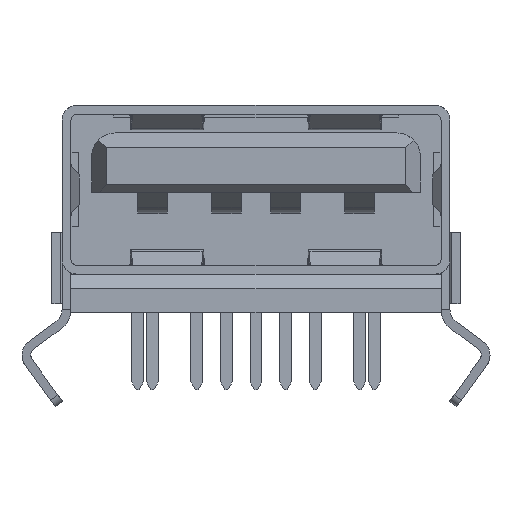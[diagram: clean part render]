
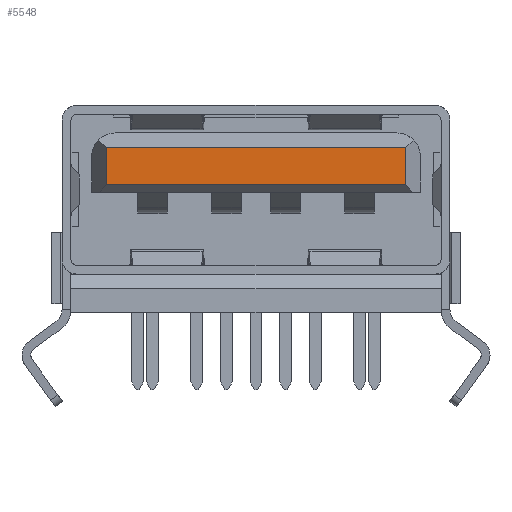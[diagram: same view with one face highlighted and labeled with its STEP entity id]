
A CAD part, front view. The second image highlights one B-rep face of the part: STEP entity #5548.
In plain terms, the highlighted planar face has unit normal (0, -1, 0).
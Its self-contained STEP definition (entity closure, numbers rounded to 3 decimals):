
#408 = DIRECTION ( 'NONE',  ( -1., 0., 0. ) ) ;
#1649 = CARTESIAN_POINT ( 'NONE',  ( 0., -8.05, 1.418 ) ) ;
#3090 = AXIS2_PLACEMENT_3D ( 'NONE', #7025, #18864, #8799 ) ;
#3265 = VECTOR ( 'NONE', #9000, 1000. ) ;
#3793 = CARTESIAN_POINT ( 'NONE',  ( -5.05, -8.05, 1.418 ) ) ;
#3956 = CARTESIAN_POINT ( 'NONE',  ( 5.05, -8.05, 1.418 ) ) ;
#4103 = LINE ( 'NONE', #5030, #4498 ) ;
#4498 = VECTOR ( 'NONE', #15339, 1000. ) ;
#5030 = CARTESIAN_POINT ( 'NONE',  ( 5.05, -8.05, 0. ) ) ;
#5548 = ADVANCED_FACE ( 'NONE', ( #9584 ), #22159, .T. ) ;
#6534 = VERTEX_POINT ( 'NONE', #11440 ) ;
#6954 = VECTOR ( 'NONE', #408, 1000. ) ;
#7025 = CARTESIAN_POINT ( 'NONE',  ( 0., -8.05, 0. ) ) ;
#8160 = LINE ( 'NONE', #11162, #6954 ) ;
#8624 = ORIENTED_EDGE ( 'NONE', *, *, #10779, .F. ) ;
#8799 = DIRECTION ( 'NONE',  ( 1., 0., 0. ) ) ;
#9000 = DIRECTION ( 'NONE',  ( 0., 0., 1. ) ) ;
#9199 = LINE ( 'NONE', #1649, #21778 ) ;
#9584 = FACE_OUTER_BOUND ( 'NONE', #21439, .T. ) ;
#10685 = EDGE_CURVE ( 'NONE', #19455, #20187, #4103, .T. ) ;
#10779 = EDGE_CURVE ( 'NONE', #20182, #19455, #9199, .T. ) ;
#10836 = EDGE_CURVE ( 'NONE', #6534, #20182, #18523, .T. ) ;
#10907 = EDGE_CURVE ( 'NONE', #20187, #6534, #8160, .T. ) ;
#11162 = CARTESIAN_POINT ( 'NONE',  ( 0., -8.05, 0.168 ) ) ;
#11417 = ORIENTED_EDGE ( 'NONE', *, *, #10907, .F. ) ;
#11440 = CARTESIAN_POINT ( 'NONE',  ( -5.05, -8.05, 0.168 ) ) ;
#13991 = DIRECTION ( 'NONE',  ( 1., 0., 0. ) ) ;
#15339 = DIRECTION ( 'NONE',  ( 0., 0., -1. ) ) ;
#16160 = CARTESIAN_POINT ( 'NONE',  ( 5.05, -8.05, 0.168 ) ) ;
#17394 = CARTESIAN_POINT ( 'NONE',  ( -5.05, -8.05, 0. ) ) ;
#18523 = LINE ( 'NONE', #17394, #3265 ) ;
#18864 = DIRECTION ( 'NONE',  ( 0., -1., 0. ) ) ;
#19455 = VERTEX_POINT ( 'NONE', #3956 ) ;
#20009 = ORIENTED_EDGE ( 'NONE', *, *, #10836, .F. ) ;
#20182 = VERTEX_POINT ( 'NONE', #3793 ) ;
#20187 = VERTEX_POINT ( 'NONE', #16160 ) ;
#21439 = EDGE_LOOP ( 'NONE', ( #21780, #8624, #20009, #11417 ) ) ;
#21778 = VECTOR ( 'NONE', #13991, 1000. ) ;
#21780 = ORIENTED_EDGE ( 'NONE', *, *, #10685, .F. ) ;
#22159 = PLANE ( 'NONE',  #3090 ) ;
